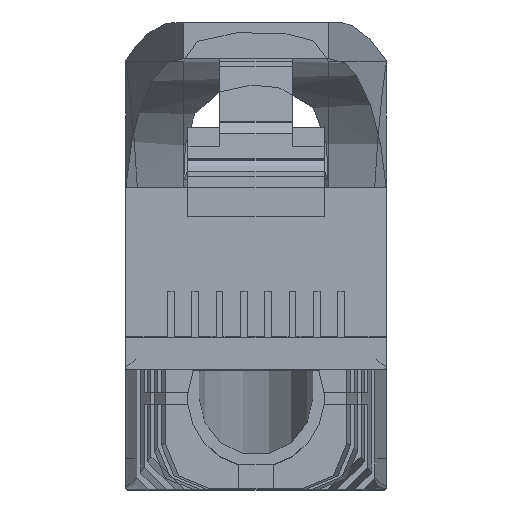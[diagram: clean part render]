
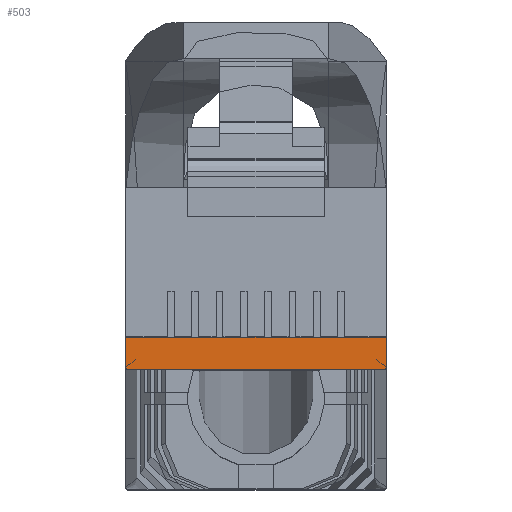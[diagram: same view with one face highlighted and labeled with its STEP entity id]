
A CAD part, top view. The second image highlights one B-rep face of the part: STEP entity #503.
In plain terms, the highlighted planar face has unit normal (0, 0, 1).
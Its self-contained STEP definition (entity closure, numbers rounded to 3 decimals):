
#173 = EDGE_CURVE ( 'NONE', #11053, #3239, #9739, .T. ) ;
#503 = ADVANCED_FACE ( 'NONE', ( #7028 ), #10524, .F. ) ;
#694 = LINE ( 'NONE', #1805, #8764 ) ;
#773 = CARTESIAN_POINT ( 'NONE',  ( -5.75, -3.9, 1525.5 ) ) ;
#1536 = VECTOR ( 'NONE', #10977, 1000. ) ;
#1712 = ORIENTED_EDGE ( 'NONE', *, *, #10268, .F. ) ;
#1805 = CARTESIAN_POINT ( 'NONE',  ( -5.75, -2.6, 1525.5 ) ) ;
#1928 = CARTESIAN_POINT ( 'NONE',  ( -5.75, -4., 1525.5 ) ) ;
#2516 = EDGE_CURVE ( 'NONE', #9007, #11053, #9986, .T. ) ;
#3104 = ORIENTED_EDGE ( 'NONE', *, *, #173, .T. ) ;
#3239 = VERTEX_POINT ( 'NONE', #6143 ) ;
#3408 = CARTESIAN_POINT ( 'NONE',  ( 5.65, -3.9, 1525.5 ) ) ;
#3696 = CARTESIAN_POINT ( 'NONE',  ( -5.75, -2.6, 1525.5 ) ) ;
#3702 = EDGE_CURVE ( 'NONE', #4712, #11873, #11206, .T. ) ;
#4121 = EDGE_CURVE ( 'NONE', #4712, #8333, #6299, .T. ) ;
#4144 = ORIENTED_EDGE ( 'NONE', *, *, #4121, .T. ) ;
#4578 = AXIS2_PLACEMENT_3D ( 'NONE', #3408, #9640, #10644 ) ;
#4712 = VERTEX_POINT ( 'NONE', #773 ) ;
#5304 = VECTOR ( 'NONE', #9751, 1000. ) ;
#5349 = DIRECTION ( 'NONE',  ( 0., 0., 1. ) ) ;
#5449 = CARTESIAN_POINT ( 'NONE',  ( -5.65, -4., 1525.5 ) ) ;
#6143 = CARTESIAN_POINT ( 'NONE',  ( 5.75, -2.6, 1525.5 ) ) ;
#6299 = CIRCLE ( 'NONE', #12324, 0.1 ) ;
#6356 = DIRECTION ( 'NONE',  ( -1., 0., 0. ) ) ;
#6581 = EDGE_LOOP ( 'NONE', ( #9337, #4144, #8432, #9392, #3104, #1712 ) ) ;
#7028 = FACE_OUTER_BOUND ( 'NONE', #6581, .T. ) ;
#7283 = CARTESIAN_POINT ( 'NONE',  ( -5.65, -3.9, 1525.5 ) ) ;
#7521 = CARTESIAN_POINT ( 'NONE',  ( -5.75, -2.6, 1525.5 ) ) ;
#7729 = VECTOR ( 'NONE', #10772, 1000. ) ;
#8055 = EDGE_CURVE ( 'NONE', #8333, #9007, #10544, .T. ) ;
#8333 = VERTEX_POINT ( 'NONE', #5449 ) ;
#8432 = ORIENTED_EDGE ( 'NONE', *, *, #8055, .T. ) ;
#8764 = VECTOR ( 'NONE', #12896, 1000. ) ;
#9007 = VERTEX_POINT ( 'NONE', #12020 ) ;
#9337 = ORIENTED_EDGE ( 'NONE', *, *, #3702, .F. ) ;
#9392 = ORIENTED_EDGE ( 'NONE', *, *, #2516, .T. ) ;
#9553 = DIRECTION ( 'NONE',  ( -1., 0., 0. ) ) ;
#9640 = DIRECTION ( 'NONE',  ( 0., 0., 1. ) ) ;
#9739 = LINE ( 'NONE', #12840, #5304 ) ;
#9751 = DIRECTION ( 'NONE',  ( 0., 1., 0. ) ) ;
#9986 = CIRCLE ( 'NONE', #4578, 0.1 ) ;
#10268 = EDGE_CURVE ( 'NONE', #11873, #3239, #694, .T. ) ;
#10524 = PLANE ( 'NONE',  #10691 ) ;
#10544 = LINE ( 'NONE', #1928, #1536 ) ;
#10644 = DIRECTION ( 'NONE',  ( -1., 0., 0. ) ) ;
#10691 = AXIS2_PLACEMENT_3D ( 'NONE', #7521, #12652, #9553 ) ;
#10772 = DIRECTION ( 'NONE',  ( 0., 1., 0. ) ) ;
#10977 = DIRECTION ( 'NONE',  ( 1., 0., 0. ) ) ;
#11053 = VERTEX_POINT ( 'NONE', #11933 ) ;
#11206 = LINE ( 'NONE', #3696, #7729 ) ;
#11873 = VERTEX_POINT ( 'NONE', #12927 ) ;
#11933 = CARTESIAN_POINT ( 'NONE',  ( 5.75, -3.9, 1525.5 ) ) ;
#12020 = CARTESIAN_POINT ( 'NONE',  ( 5.65, -4., 1525.5 ) ) ;
#12324 = AXIS2_PLACEMENT_3D ( 'NONE', #7283, #5349, #6356 ) ;
#12652 = DIRECTION ( 'NONE',  ( 0., 0., -1. ) ) ;
#12840 = CARTESIAN_POINT ( 'NONE',  ( 5.75, -2.6, 1525.5 ) ) ;
#12896 = DIRECTION ( 'NONE',  ( 1., 0., 0. ) ) ;
#12927 = CARTESIAN_POINT ( 'NONE',  ( -5.75, -2.6, 1525.5 ) ) ;
